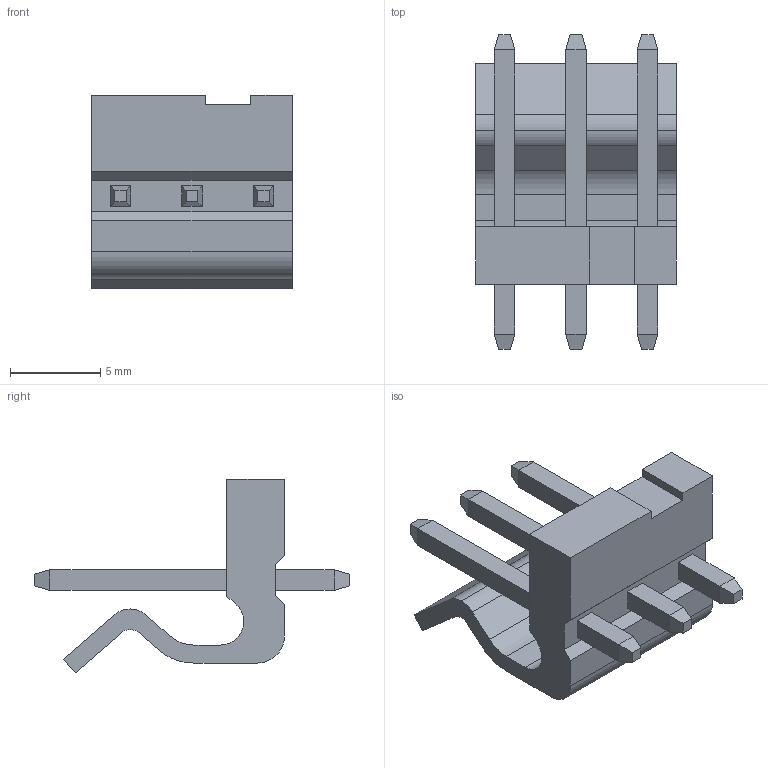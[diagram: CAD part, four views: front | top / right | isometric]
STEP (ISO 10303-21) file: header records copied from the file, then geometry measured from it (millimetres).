
FILE_DESCRIPTION(('STEP AP242'),'1');
FILE_NAME('09-65-2038.stp','2021-02-01T09:56:30',('TraceParts'),('TraceParts S.A.'),'Spatial InterOp 3D',' ',' ');
FILE_SCHEMA(('AP242_MANAGED_MODEL_BASED_3D_ENGINEERING_MIM_LF {1 0 10303 442 1 1 4}'));
Length unit declared in the file: millimetre
Products named in the file (1): 09-65-2038_1
Bounding box: 11.12 x 17.45 x 10.75 mm (x, y, z)
Volume: 492.3 mm3; surface area: 804.5 mm2
Topology: 1 solids, 1 shells, 83 faces, 207 edges, 138 vertices
Faces by surface type: plane 75, cylinder 8
Entity records: 2429 total; most frequent: CARTESIAN_POINT 418, ORIENTED_EDGE 402, DIRECTION 399, EDGE_CURVE 201, LINE 185, VECTOR 185, VERTEX_POINT 126, AXIS2_PLACEMENT_3D 107
